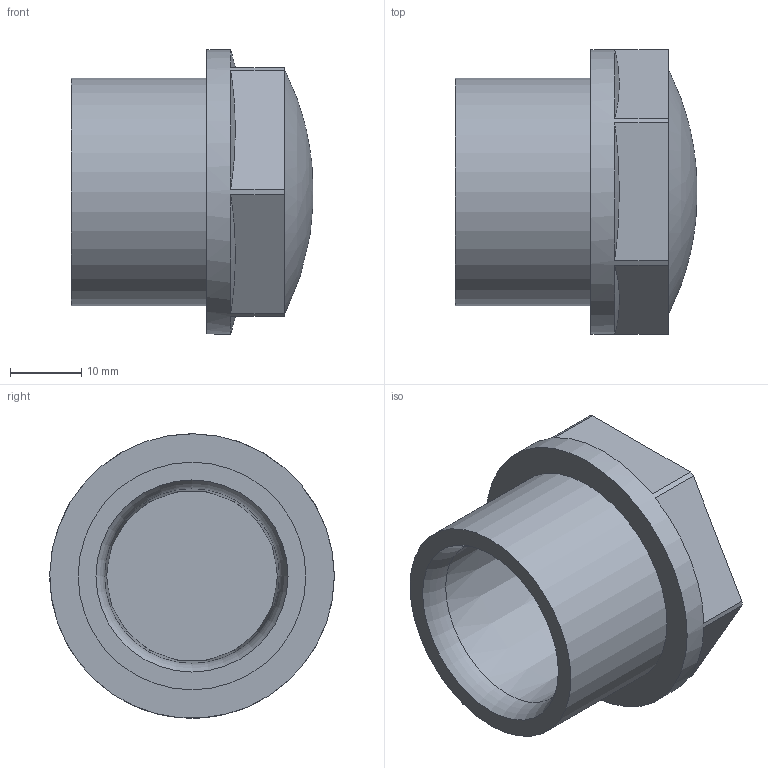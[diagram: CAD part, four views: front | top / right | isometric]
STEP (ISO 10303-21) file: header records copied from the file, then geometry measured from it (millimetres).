
FILE_DESCRIPTION(/* description */ (''),/* implementation_level */ '2;1');
FILE_NAME(/* name */ 'PFV100.ipt.stp',/* time_stamp */ '2013-10-01T14:50:38+02:00',/* author */ ('bfaro'),/* organization */ (''),/* preprocessor_version */ 'ST-DEVELOPER v15.2',/* originating_system */ 'Autodesk Inventor 2014',/* authorisation */ '');
FILE_SCHEMA (('AUTOMOTIVE_DESIGN { 1 0 10303 214 3 1 1 }'));
Length unit declared in the file: millimetre
Products named in the file (1): PFV100
Bounding box: 34 x 40 x 40 mm (x, y, z)
Volume: 19215.2 mm3; surface area: 7362.7 mm2
Topology: 1 solids, 1 shells, 21 faces, 59 edges, 43 vertices
Faces by surface type: plane 10, cone 7, cylinder 2, bspline 1, torus 1
Full cylindrical faces by diameter (mm): 32 x1, 40 x1
Entity records: 693 total; most frequent: CARTESIAN_POINT 167, ORIENTED_EDGE 102, DIRECTION 101, EDGE_CURVE 51, AXIS2_PLACEMENT_3D 41, VERTEX_POINT 39, EDGE_LOOP 28, FACE_OUTER_BOUND 21
